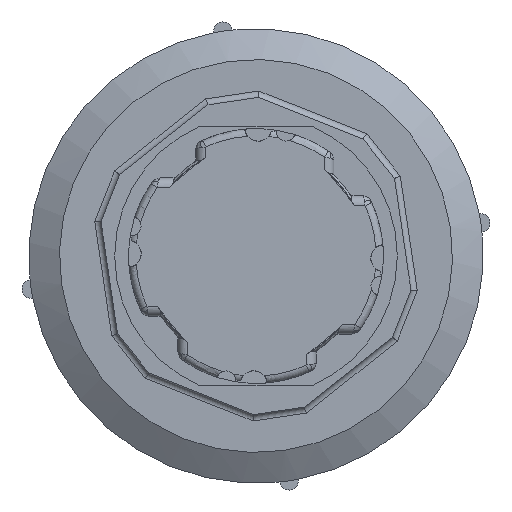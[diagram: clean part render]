
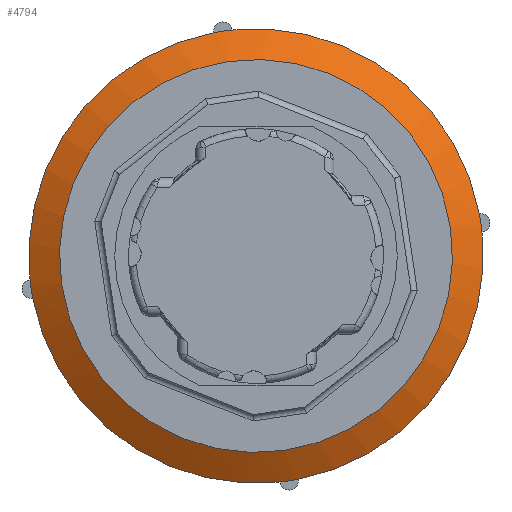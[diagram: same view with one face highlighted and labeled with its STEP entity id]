
A CAD part, front view. The second image highlights one B-rep face of the part: STEP entity #4794.
In plain terms, the highlighted conical face has half-angle 59.036 degrees and reference radius 17.25 mm.
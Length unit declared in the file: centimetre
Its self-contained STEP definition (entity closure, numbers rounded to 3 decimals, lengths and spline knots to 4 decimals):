
#156=CONICAL_SURFACE('',#5204,1.725,59.036);
#339=FACE_BOUND('',#1029,.T.);
#421=CIRCLE('',#5150,1.6);
#424=CIRCLE('',#5161,1.85);
#427=CIRCLE('',#5166,1.85);
#430=CIRCLE('',#5171,1.85);
#433=CIRCLE('',#5176,1.85);
#434=CIRCLE('',#5178,1.85);
#436=CIRCLE('',#5181,1.85);
#439=CIRCLE('',#5185,1.85);
#448=CIRCLE('',#5203,1.85);
#724=FACE_OUTER_BOUND('',#1028,.T.);
#1028=EDGE_LOOP('',(#3617));
#1029=EDGE_LOOP('',(#3618,#3619,#3620,#3621,#3622,#3623,#3624,#3625));
#2116=VERTEX_POINT('',#8009);
#2117=VERTEX_POINT('',#8023);
#2118=VERTEX_POINT('',#8024);
#2121=VERTEX_POINT('',#8034);
#2122=VERTEX_POINT('',#8035);
#2125=VERTEX_POINT('',#8045);
#2126=VERTEX_POINT('',#8046);
#2129=VERTEX_POINT('',#8056);
#2130=VERTEX_POINT('',#8057);
#2661=EDGE_CURVE('',#2116,#2116,#421,.T.);
#2671=EDGE_CURVE('',#2118,#2117,#424,.T.);
#2676=EDGE_CURVE('',#2122,#2121,#427,.T.);
#2681=EDGE_CURVE('',#2126,#2125,#430,.T.);
#2686=EDGE_CURVE('',#2130,#2129,#433,.T.);
#2687=EDGE_CURVE('',#2129,#2122,#434,.T.);
#2689=EDGE_CURVE('',#2125,#2118,#436,.T.);
#2692=EDGE_CURVE('',#2121,#2126,#439,.T.);
#2701=EDGE_CURVE('',#2117,#2130,#448,.T.);
#3617=ORIENTED_EDGE('',*,*,#2661,.F.);
#3618=ORIENTED_EDGE('',*,*,#2681,.T.);
#3619=ORIENTED_EDGE('',*,*,#2689,.T.);
#3620=ORIENTED_EDGE('',*,*,#2671,.T.);
#3621=ORIENTED_EDGE('',*,*,#2701,.T.);
#3622=ORIENTED_EDGE('',*,*,#2686,.T.);
#3623=ORIENTED_EDGE('',*,*,#2687,.T.);
#3624=ORIENTED_EDGE('',*,*,#2676,.T.);
#3625=ORIENTED_EDGE('',*,*,#2692,.T.);
#4794=ADVANCED_FACE('',(#724,#339),#156,.T.);
#5150=AXIS2_PLACEMENT_3D('',#8010,#6075,#6076);
#5161=AXIS2_PLACEMENT_3D('',#8032,#6104,#6105);
#5166=AXIS2_PLACEMENT_3D('',#8043,#6116,#6117);
#5171=AXIS2_PLACEMENT_3D('',#8054,#6128,#6129);
#5176=AXIS2_PLACEMENT_3D('',#8065,#6140,#6141);
#5178=AXIS2_PLACEMENT_3D('',#8067,#6144,#6145);
#5181=AXIS2_PLACEMENT_3D('',#8070,#6150,#6151);
#5185=AXIS2_PLACEMENT_3D('',#8074,#6158,#6159);
#5203=AXIS2_PLACEMENT_3D('',#8099,#6194,#6195);
#5204=AXIS2_PLACEMENT_3D('',#8100,#6196,#6197);
#6075=DIRECTION('center_axis',(0.,-1.,0.));
#6076=DIRECTION('ref_axis',(0.989,0.,0.146));
#6104=DIRECTION('center_axis',(0.,-1.,0.));
#6105=DIRECTION('ref_axis',(0.989,0.,0.146));
#6116=DIRECTION('center_axis',(0.,-1.,0.));
#6117=DIRECTION('ref_axis',(0.989,0.,0.146));
#6128=DIRECTION('center_axis',(0.,-1.,0.));
#6129=DIRECTION('ref_axis',(0.989,0.,0.146));
#6140=DIRECTION('center_axis',(0.,-1.,0.));
#6141=DIRECTION('ref_axis',(0.989,0.,0.146));
#6144=DIRECTION('center_axis',(0.,-1.,0.));
#6145=DIRECTION('ref_axis',(0.989,0.,0.146));
#6150=DIRECTION('center_axis',(0.,-1.,0.));
#6151=DIRECTION('ref_axis',(0.989,0.,0.146));
#6158=DIRECTION('center_axis',(0.,-1.,0.));
#6159=DIRECTION('ref_axis',(0.989,0.,0.146));
#6194=DIRECTION('center_axis',(0.,-1.,0.));
#6195=DIRECTION('ref_axis',(0.989,0.,0.146));
#6196=DIRECTION('center_axis',(0.,1.,0.));
#6197=DIRECTION('ref_axis',(0.989,0.,0.146));
#8009=CARTESIAN_POINT('',(1.5828,-1.515,0.2338));
#8010=CARTESIAN_POINT('Origin',(0.,-1.515,0.));
#8023=CARTESIAN_POINT('',(-0.3443,-1.365,1.8177));
#8024=CARTESIAN_POINT('',(-0.196,-1.365,1.8396));
#8032=CARTESIAN_POINT('Origin',(0.,-1.365,0.));
#8034=CARTESIAN_POINT('',(0.3444,-1.365,-1.8177));
#8035=CARTESIAN_POINT('',(0.196,-1.365,-1.8396));
#8043=CARTESIAN_POINT('Origin',(0.,-1.365,0.));
#8045=CARTESIAN_POINT('',(1.8177,-1.365,0.3443));
#8046=CARTESIAN_POINT('',(1.8396,-1.365,0.196));
#8054=CARTESIAN_POINT('Origin',(0.,-1.365,0.));
#8056=CARTESIAN_POINT('',(-1.8177,-1.365,-0.3443));
#8057=CARTESIAN_POINT('',(-1.8396,-1.365,-0.196));
#8065=CARTESIAN_POINT('Origin',(0.,-1.365,0.));
#8067=CARTESIAN_POINT('Origin',(0.,-1.365,0.));
#8070=CARTESIAN_POINT('Origin',(0.,-1.365,0.));
#8074=CARTESIAN_POINT('Origin',(0.,-1.365,0.));
#8099=CARTESIAN_POINT('Origin',(0.,-1.365,0.));
#8100=CARTESIAN_POINT('Origin',(0.,-1.44,0.));
